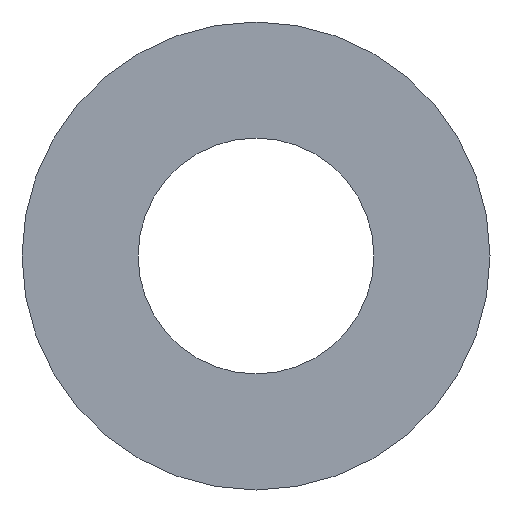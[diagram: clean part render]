
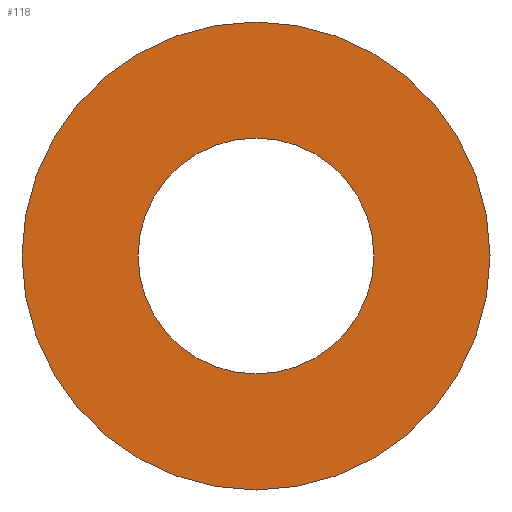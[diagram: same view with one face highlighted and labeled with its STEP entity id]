
A CAD part, front view. The second image highlights one B-rep face of the part: STEP entity #118.
In plain terms, the highlighted planar face has unit normal (0, -1, 0).
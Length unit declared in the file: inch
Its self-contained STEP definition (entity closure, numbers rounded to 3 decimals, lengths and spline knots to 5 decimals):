
#16=FACE_BOUND('',#33,.T.);
#19=PLANE('',#150);
#25=FACE_OUTER_BOUND('',#32,.T.);
#32=EDGE_LOOP('',(#103,#104));
#33=EDGE_LOOP('',(#105,#106));
#42=CIRCLE('',#135,0.1875);
#45=CIRCLE('',#138,0.1875);
#47=CIRCLE('',#141,0.0945);
#48=CIRCLE('',#142,0.0945);
#54=VERTEX_POINT('',#195);
#55=VERTEX_POINT('',#196);
#60=VERTEX_POINT('',#208);
#61=VERTEX_POINT('',#210);
#66=EDGE_CURVE('',#54,#55,#42,.T.);
#70=EDGE_CURVE('',#55,#54,#45,.T.);
#73=EDGE_CURVE('',#61,#60,#47,.T.);
#74=EDGE_CURVE('',#60,#61,#48,.T.);
#103=ORIENTED_EDGE('',*,*,#66,.F.);
#104=ORIENTED_EDGE('',*,*,#70,.F.);
#105=ORIENTED_EDGE('',*,*,#73,.T.);
#106=ORIENTED_EDGE('',*,*,#74,.T.);
#118=ADVANCED_FACE('',(#25,#16),#19,.F.);
#135=AXIS2_PLACEMENT_3D('',#197,#156,#157);
#138=AXIS2_PLACEMENT_3D('',#203,#163,#164);
#141=AXIS2_PLACEMENT_3D('',#211,#170,#171);
#142=AXIS2_PLACEMENT_3D('',#212,#172,#173);
#150=AXIS2_PLACEMENT_3D('',#225,#189,#190);
#156=DIRECTION('center_axis',(0.,1.,0.));
#157=DIRECTION('ref_axis',(0.,0.,1.));
#163=DIRECTION('center_axis',(0.,1.,0.));
#164=DIRECTION('ref_axis',(0.,0.,1.));
#170=DIRECTION('center_axis',(0.,1.,0.));
#171=DIRECTION('ref_axis',(0.,0.,1.));
#172=DIRECTION('center_axis',(0.,1.,0.));
#173=DIRECTION('ref_axis',(0.,0.,1.));
#189=DIRECTION('center_axis',(0.,1.,0.));
#190=DIRECTION('ref_axis',(0.,0.,1.));
#195=CARTESIAN_POINT('',(0.,0.,-0.1875));
#196=CARTESIAN_POINT('',(0.,0.,0.1875));
#197=CARTESIAN_POINT('Origin',(0.,0.,0.));
#203=CARTESIAN_POINT('Origin',(0.,0.,0.));
#208=CARTESIAN_POINT('',(0.,0.,0.0945));
#210=CARTESIAN_POINT('',(0.,0.,-0.0945));
#211=CARTESIAN_POINT('Origin',(0.,0.,0.));
#212=CARTESIAN_POINT('Origin',(0.,0.,0.));
#225=CARTESIAN_POINT('Origin',(0.,0.,0.));
